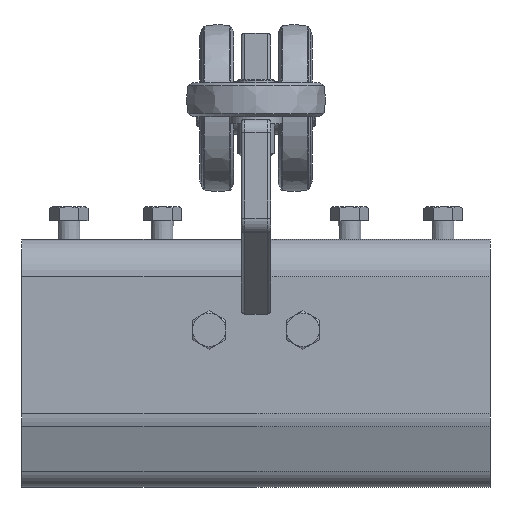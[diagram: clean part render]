
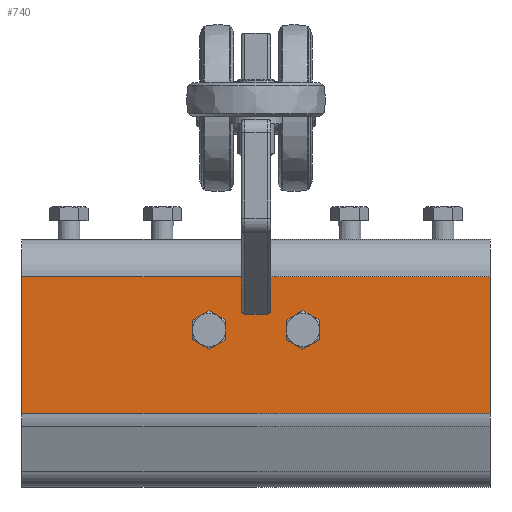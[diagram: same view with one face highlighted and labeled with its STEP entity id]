
A CAD part, front view. The second image highlights one B-rep face of the part: STEP entity #740.
In plain terms, the highlighted face is planar.
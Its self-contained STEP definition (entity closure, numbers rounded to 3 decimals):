
#740=ADVANCED_FACE('',(#1552,#1553,#1554),#1555,.T.);
#1552=FACE_OUTER_BOUND('',#2762,.T.);
#1553=FACE_BOUND('',#2763,.T.);
#1554=FACE_BOUND('',#2764,.T.);
#1555=PLANE('',#2765);
#2762=EDGE_LOOP('',(#4072,#4073,#4074,#4075));
#2763=EDGE_LOOP('',(#4076));
#2764=EDGE_LOOP('',(#4077));
#2765=AXIS2_PLACEMENT_3D('',#4078,#4079,#4080);
#4072=ORIENTED_EDGE('',*,*,#6555,.T.);
#4073=ORIENTED_EDGE('',*,*,#6556,.F.);
#4074=ORIENTED_EDGE('',*,*,#6557,.T.);
#4075=ORIENTED_EDGE('',*,*,#6558,.T.);
#4076=ORIENTED_EDGE('',*,*,#6559,.T.);
#4077=ORIENTED_EDGE('',*,*,#6560,.T.);
#4078=CARTESIAN_POINT('',(-1592.534,3403.85,7363.258));
#4079=DIRECTION('',(-1.,0.,0.));
#4080=DIRECTION('',(0.,0.,1.));
#6555=EDGE_CURVE('',#7608,#7609,#7610,.T.);
#6556=EDGE_CURVE('',#7611,#7609,#7612,.T.);
#6557=EDGE_CURVE('',#7611,#7613,#7614,.T.);
#6558=EDGE_CURVE('',#7613,#7608,#7615,.T.);
#6559=EDGE_CURVE('',#7616,#7616,#7617,.T.);
#6560=EDGE_CURVE('',#7618,#7618,#7619,.T.);
#7608=VERTEX_POINT('',#9128);
#7609=VERTEX_POINT('',#9129);
#7610=LINE('',#9130,#9131);
#7611=VERTEX_POINT('',#9132);
#7612=LINE('',#9133,#9134);
#7613=VERTEX_POINT('',#9135);
#7614=LINE('',#9136,#9137);
#7615=LINE('',#9138,#9139);
#7616=VERTEX_POINT('',#9140);
#7617=CIRCLE('',#9141,6.);
#7618=VERTEX_POINT('',#9142);
#7619=CIRCLE('',#9143,6.);
#9128=CARTESIAN_POINT('',(-1592.534,3367.219,7613.258));
#9129=CARTESIAN_POINT('',(-1592.534,3440.481,7613.258));
#9130=CARTESIAN_POINT('',(-1592.534,3440.481,7613.258));
#9131=VECTOR('',#11479,1.);
#9132=CARTESIAN_POINT('',(-1592.534,3440.481,7363.258));
#9133=CARTESIAN_POINT('',(-1592.534,3440.481,7363.258));
#9134=VECTOR('',#11480,1.);
#9135=CARTESIAN_POINT('',(-1592.534,3367.219,7363.258));
#9136=CARTESIAN_POINT('',(-1592.534,3440.481,7363.258));
#9137=VECTOR('',#11481,1.);
#9138=CARTESIAN_POINT('',(-1592.534,3367.219,7363.258));
#9139=VECTOR('',#11482,1.);
#9140=CARTESIAN_POINT('',(-1592.534,3405.981,7463.258));
#9141=AXIS2_PLACEMENT_3D('',#11483,#11484,#11485);
#9142=CARTESIAN_POINT('',(-1592.534,3405.981,7513.258));
#9143=AXIS2_PLACEMENT_3D('',#11486,#11487,#11488);
#11479=DIRECTION('',(0.,1.,0.));
#11480=DIRECTION('',(0.,0.,1.));
#11481=DIRECTION('',(0.,-1.,0.));
#11482=DIRECTION('',(0.,0.,1.));
#11483=CARTESIAN_POINT('',(-1592.534,3411.981,7463.258));
#11484=DIRECTION('',(1.,0.,0.));
#11485=DIRECTION('',(0.,-1.,0.));
#11486=CARTESIAN_POINT('',(-1592.534,3411.981,7513.258));
#11487=DIRECTION('',(1.,0.,0.));
#11488=DIRECTION('',(0.,-1.,0.));
